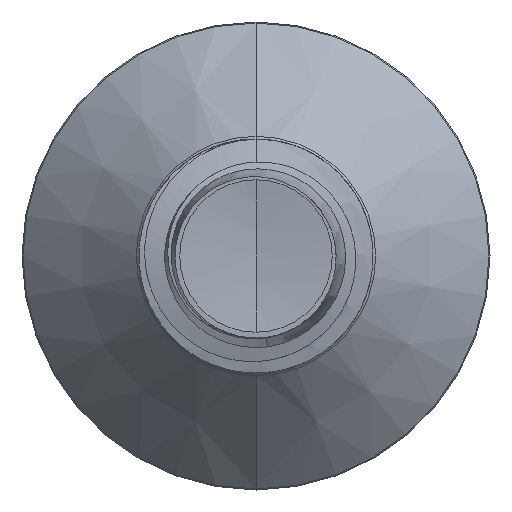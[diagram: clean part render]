
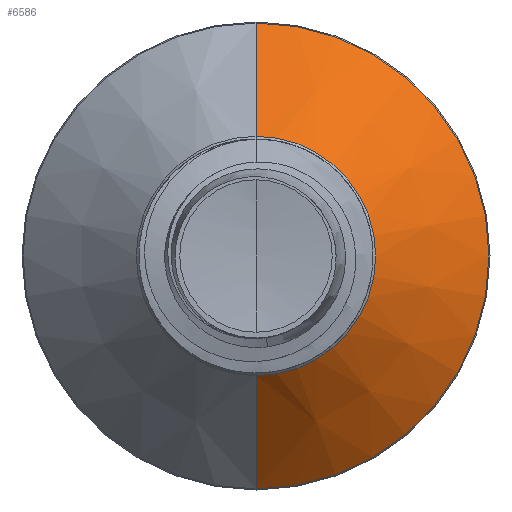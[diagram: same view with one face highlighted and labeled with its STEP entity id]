
A CAD part, front view. The second image highlights one B-rep face of the part: STEP entity #6586.
In plain terms, the highlighted conical face has half-angle 45 degrees and reference radius 2.302 mm.
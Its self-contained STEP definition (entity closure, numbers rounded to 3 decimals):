
#140 = EDGE_CURVE ( 'NONE', #10788, #14597, #4279, .T. ) ;
#433 = LINE ( 'NONE', #14938, #10494 ) ;
#472 = CONICAL_SURFACE ( 'NONE', #20279, 2.302, 0.785 ) ;
#616 = CARTESIAN_POINT ( 'NONE',  ( 0., 14.28, 4.48 ) ) ;
#676 = AXIS2_PLACEMENT_3D ( 'NONE', #14855, #2854, #16827 ) ;
#709 = CARTESIAN_POINT ( 'NONE',  ( 0., 12.102, 2.302 ) ) ;
#1751 = FACE_OUTER_BOUND ( 'NONE', #14360, .T. ) ;
#2503 = DIRECTION ( 'NONE',  ( 0., 1., 0. ) ) ;
#2854 = DIRECTION ( 'NONE',  ( 0., 1., 0. ) ) ;
#4279 = CIRCLE ( 'NONE', #17928, 2.302 ) ;
#4940 = DIRECTION ( 'NONE',  ( 0., 0.707, 0.707 ) ) ;
#5811 = CARTESIAN_POINT ( 'NONE',  ( 0., 12.102, 0. ) ) ;
#6586 = ADVANCED_FACE ( 'NONE', ( #1751 ), #472, .T. ) ;
#7878 = VERTEX_POINT ( 'NONE', #616 ) ;
#8136 = ORIENTED_EDGE ( 'NONE', *, *, #15604, .F. ) ;
#8484 = CARTESIAN_POINT ( 'NONE',  ( 0., 12.102, 0. ) ) ;
#9277 = DIRECTION ( 'NONE',  ( 0., 0., 1. ) ) ;
#9915 = VECTOR ( 'NONE', #24952, 1000. ) ;
#10494 = VECTOR ( 'NONE', #4940, 1000. ) ;
#10507 = DIRECTION ( 'NONE',  ( 0., 0., 1. ) ) ;
#10788 = VERTEX_POINT ( 'NONE', #709 ) ;
#10941 = EDGE_CURVE ( 'NONE', #14597, #13362, #25040, .T. ) ;
#13362 = VERTEX_POINT ( 'NONE', #23505 ) ;
#13578 = ORIENTED_EDGE ( 'NONE', *, *, #15787, .F. ) ;
#14360 = EDGE_LOOP ( 'NONE', ( #15453, #18153, #8136, #13578 ) ) ;
#14597 = VERTEX_POINT ( 'NONE', #20288 ) ;
#14855 = CARTESIAN_POINT ( 'NONE',  ( 0., 14.28, 0. ) ) ;
#14938 = CARTESIAN_POINT ( 'NONE',  ( 0., 12.102, 2.302 ) ) ;
#15453 = ORIENTED_EDGE ( 'NONE', *, *, #140, .T. ) ;
#15604 = EDGE_CURVE ( 'NONE', #7878, #13362, #21620, .T. ) ;
#15787 = EDGE_CURVE ( 'NONE', #10788, #7878, #433, .T. ) ;
#16827 = DIRECTION ( 'NONE',  ( 0., 0., 1. ) ) ;
#17928 = AXIS2_PLACEMENT_3D ( 'NONE', #5811, #23030, #9277 ) ;
#18153 = ORIENTED_EDGE ( 'NONE', *, *, #10941, .T. ) ;
#20279 = AXIS2_PLACEMENT_3D ( 'NONE', #8484, #2503, #10507 ) ;
#20288 = CARTESIAN_POINT ( 'NONE',  ( 0., 12.102, -2.302 ) ) ;
#21620 = CIRCLE ( 'NONE', #676, 4.48 ) ;
#23030 = DIRECTION ( 'NONE',  ( 0., 1., 0. ) ) ;
#23505 = CARTESIAN_POINT ( 'NONE',  ( 0., 14.28, -4.48 ) ) ;
#24952 = DIRECTION ( 'NONE',  ( 0., 0.707, -0.707 ) ) ;
#25040 = LINE ( 'NONE', #25213, #9915 ) ;
#25213 = CARTESIAN_POINT ( 'NONE',  ( 0., 12.102, -2.302 ) ) ;
